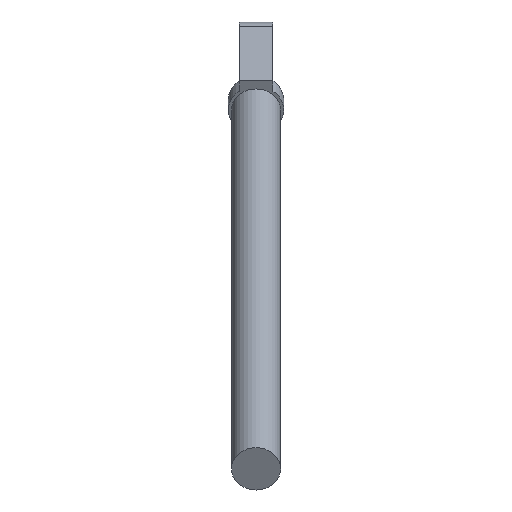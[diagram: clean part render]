
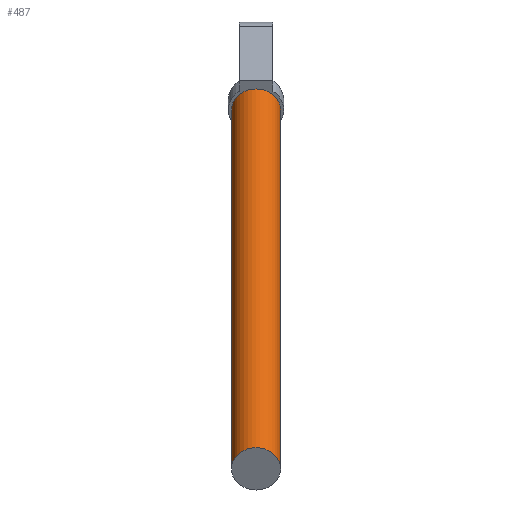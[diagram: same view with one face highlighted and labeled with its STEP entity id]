
A CAD part, top view. The second image highlights one B-rep face of the part: STEP entity #487.
In plain terms, the highlighted cylindrical face has radius 72.5 mm (diameter 145 mm), a partial arc.
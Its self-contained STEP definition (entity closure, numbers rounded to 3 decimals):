
#29 = DIRECTION ( 'NONE',  ( 0., 0., 1. ) ) ;
#32 = DIRECTION ( 'NONE',  ( 0., 0., 1. ) ) ;
#58 = AXIS2_PLACEMENT_3D ( 'NONE', #511, #32, #462 ) ;
#73 = CARTESIAN_POINT ( 'NONE',  ( -522.5, 2526.393, 2750. ) ) ;
#85 = ORIENTED_EDGE ( 'NONE', *, *, #675, .F. ) ;
#94 = VERTEX_POINT ( 'NONE', #275 ) ;
#134 = DIRECTION ( 'NONE',  ( 1., 0., 0. ) ) ;
#141 = CARTESIAN_POINT ( 'NONE',  ( -522.5, 2526.393, 4835. ) ) ;
#154 = VERTEX_POINT ( 'NONE', #422 ) ;
#172 = CARTESIAN_POINT ( 'NONE',  ( -377.5, 2526.393, 2750. ) ) ;
#198 = DIRECTION ( 'NONE',  ( 0., 0., -1. ) ) ;
#226 = LINE ( 'NONE', #172, #589 ) ;
#248 = ORIENTED_EDGE ( 'NONE', *, *, #495, .T. ) ;
#275 = CARTESIAN_POINT ( 'NONE',  ( -377.5, 2526.393, 4835. ) ) ;
#294 = CARTESIAN_POINT ( 'NONE',  ( -450., 2526.393, 2750. ) ) ;
#303 = ORIENTED_EDGE ( 'NONE', *, *, #337, .T. ) ;
#311 = CYLINDRICAL_SURFACE ( 'NONE', #58, 72.5 ) ;
#337 = EDGE_CURVE ( 'NONE', #620, #94, #226, .T. ) ;
#352 = EDGE_LOOP ( 'NONE', ( #85, #561, #303, #248 ) ) ;
#395 = CIRCLE ( 'NONE', #597, 72.5 ) ;
#418 = VECTOR ( 'NONE', #605, 1000. ) ;
#422 = CARTESIAN_POINT ( 'NONE',  ( -522.5, 2526.393, 2750. ) ) ;
#443 = CARTESIAN_POINT ( 'NONE',  ( -377.5, 2526.393, 2750. ) ) ;
#451 = VERTEX_POINT ( 'NONE', #141 ) ;
#462 = DIRECTION ( 'NONE',  ( 1., 0., 0. ) ) ;
#487 = ADVANCED_FACE ( 'NONE', ( #573 ), #311, .T. ) ;
#495 = EDGE_CURVE ( 'NONE', #94, #451, #395, .T. ) ;
#511 = CARTESIAN_POINT ( 'NONE',  ( -450., 2526.393, 2750. ) ) ;
#550 = EDGE_CURVE ( 'NONE', #154, #620, #667, .T. ) ;
#553 = LINE ( 'NONE', #73, #418 ) ;
#561 = ORIENTED_EDGE ( 'NONE', *, *, #550, .T. ) ;
#565 = DIRECTION ( 'NONE',  ( -1., 0., 0. ) ) ;
#573 = FACE_OUTER_BOUND ( 'NONE', #352, .T. ) ;
#589 = VECTOR ( 'NONE', #594, 1000. ) ;
#594 = DIRECTION ( 'NONE',  ( 0., 0., 1. ) ) ;
#597 = AXIS2_PLACEMENT_3D ( 'NONE', #671, #198, #565 ) ;
#605 = DIRECTION ( 'NONE',  ( 0., 0., 1. ) ) ;
#620 = VERTEX_POINT ( 'NONE', #443 ) ;
#643 = AXIS2_PLACEMENT_3D ( 'NONE', #294, #29, #134 ) ;
#667 = CIRCLE ( 'NONE', #643, 72.5 ) ;
#671 = CARTESIAN_POINT ( 'NONE',  ( -450., 2526.393, 4835. ) ) ;
#675 = EDGE_CURVE ( 'NONE', #154, #451, #553, .T. ) ;
